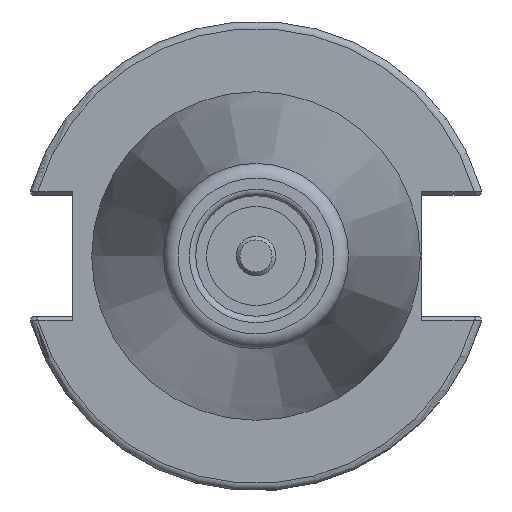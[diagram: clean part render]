
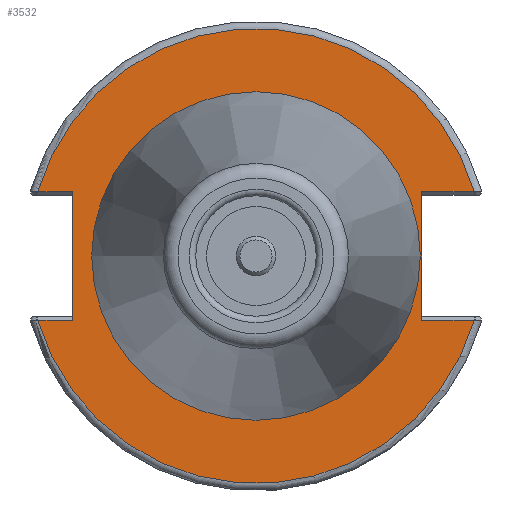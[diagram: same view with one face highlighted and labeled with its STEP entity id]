
A CAD part, left-side view. The second image highlights one B-rep face of the part: STEP entity #3532.
In plain terms, the highlighted planar face has unit normal (-1, 0, 0).
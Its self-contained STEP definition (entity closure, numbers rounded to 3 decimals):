
#49=FACE_BOUND('',#1126,.T.);
#117=PLANE('',#3836);
#273=LINE('',#5481,#571);
#275=LINE('',#5549,#573);
#276=LINE('',#5551,#574);
#277=LINE('',#5555,#575);
#278=LINE('',#5557,#576);
#279=LINE('',#5558,#577);
#571=VECTOR('',#4349,10.);
#573=VECTOR('',#4367,10.);
#574=VECTOR('',#4368,10.);
#575=VECTOR('',#4371,10.);
#576=VECTOR('',#4372,10.);
#577=VECTOR('',#4373,10.);
#903=FACE_OUTER_BOUND('',#1125,.T.);
#1125=EDGE_LOOP('',(#2642,#2643,#2644,#2645,#2646,#2647,#2648,#2649));
#1126=EDGE_LOOP('',(#2650,#2651));
#1419=CIRCLE('',#3835,30.775);
#1420=CIRCLE('',#3837,30.775);
#1421=CIRCLE('',#3838,22.225);
#1422=CIRCLE('',#3839,22.225);
#1605=VERTEX_POINT('',#5474);
#1608=VERTEX_POINT('',#5479);
#1614=VERTEX_POINT('',#5527);
#1616=VERTEX_POINT('',#5548);
#1617=VERTEX_POINT('',#5550);
#1618=VERTEX_POINT('',#5552);
#1619=VERTEX_POINT('',#5554);
#1620=VERTEX_POINT('',#5556);
#1621=VERTEX_POINT('',#5559);
#1622=VERTEX_POINT('',#5560);
#1985=EDGE_CURVE('',#1608,#1605,#273,.T.);
#1995=EDGE_CURVE('',#1605,#1614,#1419,.T.);
#1998=EDGE_CURVE('',#1608,#1616,#275,.T.);
#1999=EDGE_CURVE('',#1617,#1616,#276,.T.);
#2000=EDGE_CURVE('',#1618,#1617,#1420,.T.);
#2001=EDGE_CURVE('',#1619,#1618,#277,.T.);
#2002=EDGE_CURVE('',#1619,#1620,#278,.T.);
#2003=EDGE_CURVE('',#1614,#1620,#279,.T.);
#2004=EDGE_CURVE('',#1621,#1622,#1421,.T.);
#2005=EDGE_CURVE('',#1622,#1621,#1422,.T.);
#2642=ORIENTED_EDGE('',*,*,#1985,.F.);
#2643=ORIENTED_EDGE('',*,*,#1998,.T.);
#2644=ORIENTED_EDGE('',*,*,#1999,.F.);
#2645=ORIENTED_EDGE('',*,*,#2000,.F.);
#2646=ORIENTED_EDGE('',*,*,#2001,.F.);
#2647=ORIENTED_EDGE('',*,*,#2002,.T.);
#2648=ORIENTED_EDGE('',*,*,#2003,.F.);
#2649=ORIENTED_EDGE('',*,*,#1995,.F.);
#2650=ORIENTED_EDGE('',*,*,#2004,.T.);
#2651=ORIENTED_EDGE('',*,*,#2005,.T.);
#3532=ADVANCED_FACE('',(#903,#49),#117,.T.);
#3835=AXIS2_PLACEMENT_3D('',#5528,#4363,#4364);
#3836=AXIS2_PLACEMENT_3D('',#5547,#4365,#4366);
#3837=AXIS2_PLACEMENT_3D('',#5553,#4369,#4370);
#3838=AXIS2_PLACEMENT_3D('',#5561,#4374,#4375);
#3839=AXIS2_PLACEMENT_3D('',#5562,#4376,#4377);
#4349=DIRECTION('',(0.,-1.,0.));
#4363=DIRECTION('center_axis',(1.,0.,0.));
#4364=DIRECTION('ref_axis',(0.,0.,-1.));
#4365=DIRECTION('center_axis',(-1.,0.,0.));
#4366=DIRECTION('ref_axis',(0.,0.,1.));
#4367=DIRECTION('',(0.,0.,1.));
#4368=DIRECTION('',(0.,1.,0.));
#4369=DIRECTION('center_axis',(1.,0.,0.));
#4370=DIRECTION('ref_axis',(0.,0.,-1.));
#4371=DIRECTION('',(0.,1.,0.));
#4372=DIRECTION('',(0.,0.,-1.));
#4373=DIRECTION('',(0.,-1.,0.));
#4374=DIRECTION('center_axis',(1.,0.,0.));
#4375=DIRECTION('ref_axis',(0.,0.,-1.));
#4376=DIRECTION('center_axis',(1.,0.,0.));
#4377=DIRECTION('ref_axis',(0.,0.,-1.));
#5474=CARTESIAN_POINT('',(3.175,-29.523,-8.69));
#5479=CARTESIAN_POINT('',(3.175,-22.41,-8.69));
#5481=CARTESIAN_POINT('',(3.175,-4.878,-8.69));
#5527=CARTESIAN_POINT('',(3.175,29.523,-8.69));
#5528=CARTESIAN_POINT('Origin',(3.175,0.,
0.));
#5547=CARTESIAN_POINT('Origin',(3.175,30.775,0.));
#5548=CARTESIAN_POINT('',(3.175,-22.41,8.69));
#5549=CARTESIAN_POINT('',(3.175,-22.41,-4.095));
#5550=CARTESIAN_POINT('',(3.175,-29.523,8.69));
#5551=CARTESIAN_POINT('',(3.175,4.182,8.69));
#5552=CARTESIAN_POINT('',(3.175,29.523,8.69));
#5553=CARTESIAN_POINT('Origin',(3.175,0.,
0.));
#5554=CARTESIAN_POINT('',(3.175,24.8,8.69));
#5555=CARTESIAN_POINT('',(3.175,32.958,8.69));
#5556=CARTESIAN_POINT('',(3.175,24.8,-8.69));
#5557=CARTESIAN_POINT('',(3.175,24.8,4.095));
#5558=CARTESIAN_POINT('',(3.175,27.788,-8.69));
#5559=CARTESIAN_POINT('',(3.175,22.225,0.));
#5560=CARTESIAN_POINT('',(3.175,-22.225,0.));
#5561=CARTESIAN_POINT('Origin',(3.175,0.,
0.));
#5562=CARTESIAN_POINT('Origin',(3.175,0.,
0.));
